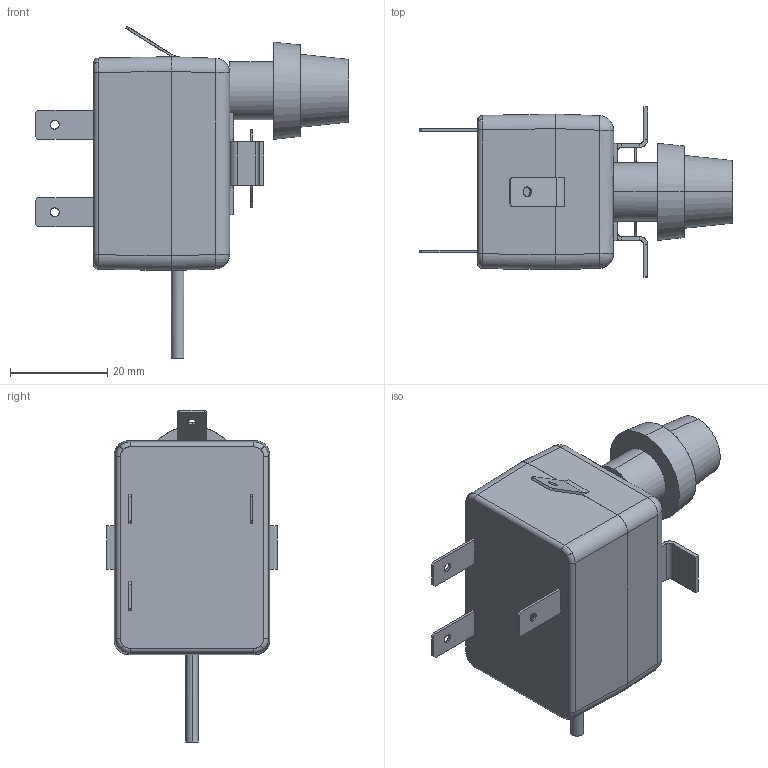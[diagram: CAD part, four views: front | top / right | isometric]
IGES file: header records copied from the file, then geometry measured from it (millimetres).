
Start section: SolidWorks IGES file using analytic representation for surfaces
Global section: file name: Kapilarni tep. pojistka WPR.IGS; native system: SolidWorks 2012; preprocessor: SolidWorks 2012; author: cerny; date: 130220.122708; units: millimetre
Bounding box: 64.5 x 35 x 68.32 mm (x, y, z)
Surface area: 13721.9 mm2 (no closed solid volume)
Topology: 0 solids, 0 shells, 165 faces, 1698 edges, 1698 vertices
Faces by surface type: bspline 112, revolution 53
